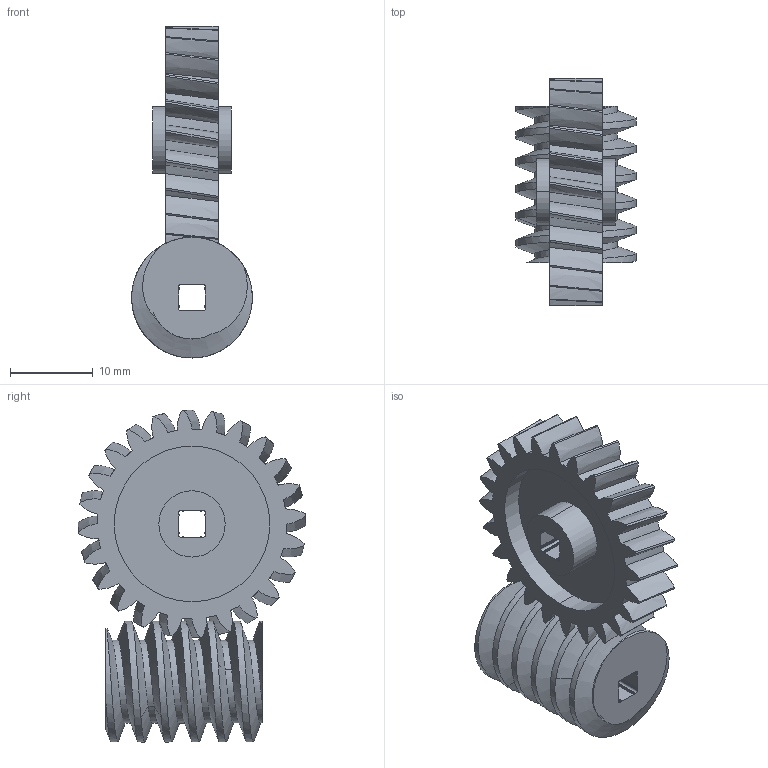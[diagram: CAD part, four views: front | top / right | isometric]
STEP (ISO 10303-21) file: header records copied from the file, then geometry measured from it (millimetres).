
FILE_DESCRIPTION (( 'STEP AP203' ), '1' );
FILE_NAME ('WORM-ASSY.STEP', '2007-08-25T21:39:10', ( 'Innovation First, Inc.' ), ( 'Innovation First, Inc.' ), 'SwSTEP 2.0', 'SolidWorks 2006052', '' );
FILE_SCHEMA (( 'CONFIG_CONTROL_DESIGN' ));
Length unit declared in the file: inch
Products named in the file (3): WORM-ASSY; WORM; Worm-Wheel
Assembly tree (2 placements, depth 2):
  WORM-ASSY
    WORM
    Worm-Wheel
Bounding box: 14.58 x 27.52 x 40.1 mm (x, y, z)
Volume: 4134.3 mm3; surface area: 4461.2 mm2
Topology: 2 solids, 2 shells, 289 faces, 838 edges, 557 vertices
Faces by surface type: plane 112, cylinder 95, bspline 82
Entity records: 14655 total; most frequent: CARTESIAN_POINT 7278, ORIENTED_EDGE 1676, DIRECTION 1185, EDGE_CURVE 838, VERTEX_POINT 557, VECTOR 431, LINE 431, AXIS2_PLACEMENT_3D 377
